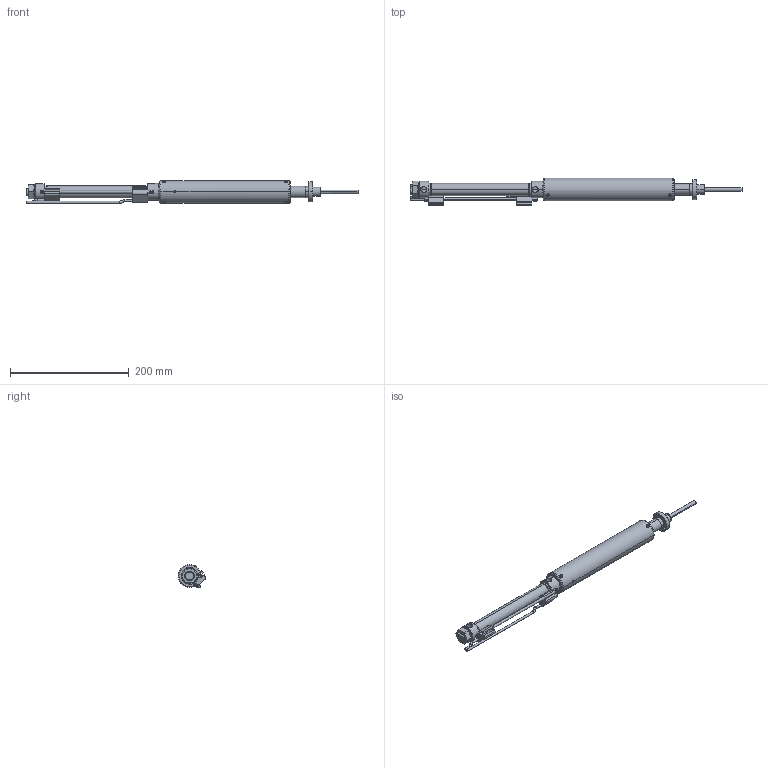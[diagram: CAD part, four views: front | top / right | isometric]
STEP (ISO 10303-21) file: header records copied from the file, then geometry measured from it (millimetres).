
FILE_DESCRIPTION (( 'STEP AP214' ), '1' );
FILE_NAME ('SN103015-01, FLMP-133-25-5_MRS.STEP', '2017-04-25T16:27:20', ( 'My Thermionics' ), ( '' ), 'SwSTEP 2.0', 'SolidWorks 2010', '' );
FILE_SCHEMA (( 'AUTOMOTIVE_DESIGN' ));
Length unit declared in the file: inch
Products named in the file (1): SN103015-01, FLMP-133-25-5_MRS
Bounding box: 559.3 x 46.37 x 38.5 mm (x, y, z)
Surface area: 73083.8 mm2 (no closed solid volume)
Topology: 0 solids, 31 shells, 326 faces, 871 edges, 569 vertices
Faces by surface type: plane 129, cylinder 119, cone 62, torus 16
Entity records: 15475 total; most frequent: CARTESIAN_POINT 3083, DIRECTION 1775, ORIENTED_EDGE 1499, EDGE_CURVE 871, AXIS2_PLACEMENT_3D 679, VERTEX_POINT 569, LINE 417, VECTOR 417
